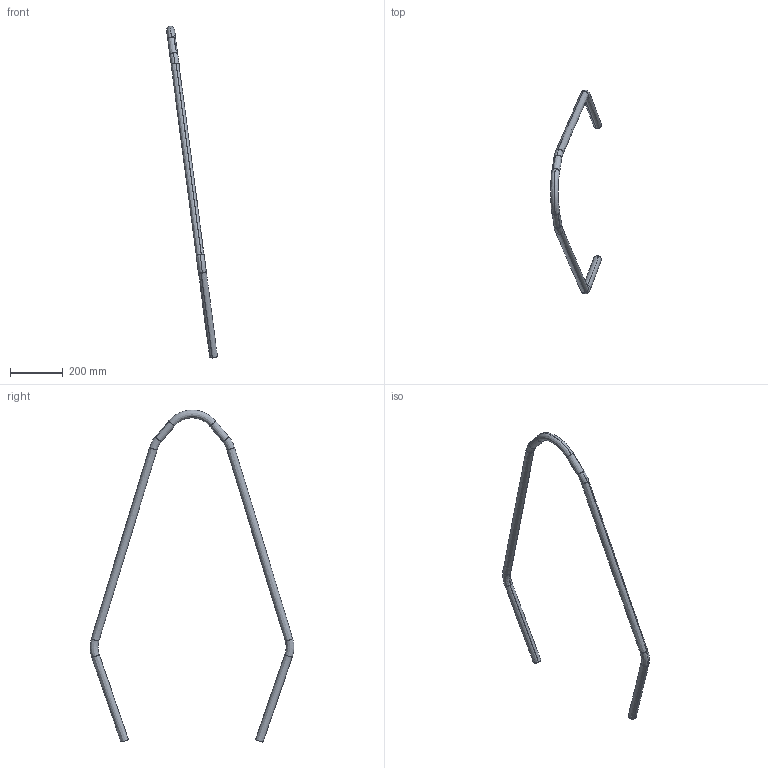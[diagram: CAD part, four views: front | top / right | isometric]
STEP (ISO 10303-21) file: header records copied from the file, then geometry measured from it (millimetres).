
FILE_DESCRIPTION(('CATIA V5 STEP Exchange'),'2;1');
FILE_NAME('Main_hoop.stp','2018-12-04T16:01:45+00:00',('none'),('none'),'CATIA Version 5 Release 19 SP 2 (IN-10)','CATIA V5 STEP AP203','none');
FILE_SCHEMA(('CONFIG_CONTROL_DESIGN'));
Length unit declared in the file: millimetre
Products named in the file (1): Main_hoop
Assembly tree (11 placements, depth 2):
  Main_hoop
    #58
    #395
    #828
    #1165
    #1517
    #1854
    #2380
    #2717
    #3072
    #3409
    #3842
Bounding box: 191.92 x 769.88 x 1253.46 mm (x, y, z)
Volume: 482281.5 mm3; surface area: 486153.6 mm2
Topology: 11 solids, 11 shells, 66 faces, 154 edges, 154 vertices
Faces by surface type: bspline 44, plane 22
Entity records: 3970 total; most frequent: CARTESIAN_POINT 2723, ORIENTED_EDGE 264, EDGE_CURVE 132, DIRECTION 94, EDGE_LOOP 88, VERTEX_POINT 88, ADVANCED_FACE 66, FACE_OUTER_BOUND 66
